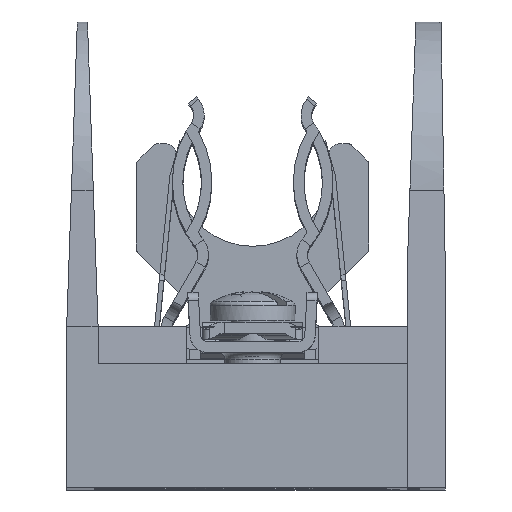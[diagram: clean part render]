
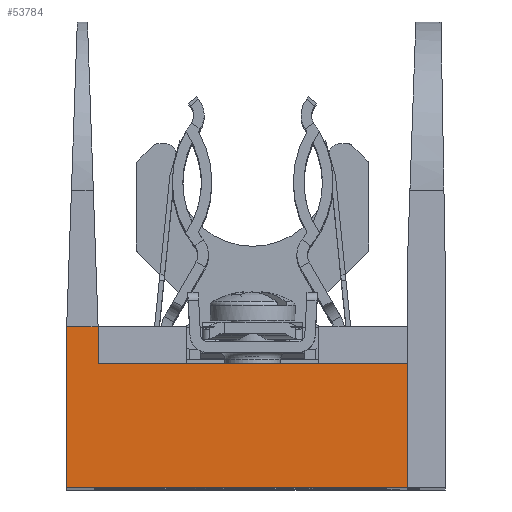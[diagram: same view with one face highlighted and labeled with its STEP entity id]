
A CAD part, top view. The second image highlights one B-rep face of the part: STEP entity #53784.
In plain terms, the highlighted planar face has unit normal (0, 0, 1).
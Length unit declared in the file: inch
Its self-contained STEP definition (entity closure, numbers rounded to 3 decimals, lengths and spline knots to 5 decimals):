
#1425 = ORIENTED_EDGE ( 'NONE', *, *, #28241, .F. ) ;
#2518 = PLANE ( 'NONE',  #7529 ) ;
#4404 = LINE ( 'NONE', #50664, #28010 ) ;
#4812 = CARTESIAN_POINT ( 'NONE',  ( 1.53826, 4.09326, 8.60219 ) ) ;
#5185 = CARTESIAN_POINT ( 'NONE',  ( 2.86626, 3.40326, 8.60219 ) ) ;
#7226 = EDGE_CURVE ( 'NONE', #48258, #44683, #53690, .T. ) ;
#7529 = AXIS2_PLACEMENT_3D ( 'NONE', #51633, #24834, #56082 ) ;
#7632 = VERTEX_POINT ( 'NONE', #44647 ) ;
#8457 = CARTESIAN_POINT ( 'NONE',  ( 1.53826, 3.93326, 8.60219 ) ) ;
#11635 = LINE ( 'NONE', #40222, #57673 ) ;
#13768 = CARTESIAN_POINT ( 'NONE',  ( 1.40326, 3.40326, 8.60219 ) ) ;
#13807 = EDGE_LOOP ( 'NONE', ( #17762, #14867, #20539, #29641, #29323, #1425 ) ) ;
#14442 = VECTOR ( 'NONE', #19149, 39.37008 ) ;
#14867 = ORIENTED_EDGE ( 'NONE', *, *, #45441, .T. ) ;
#15832 = EDGE_CURVE ( 'NONE', #48258, #40492, #21354, .T. ) ;
#17762 = ORIENTED_EDGE ( 'NONE', *, *, #38577, .F. ) ;
#18088 = VECTOR ( 'NONE', #41171, 39.37008 ) ;
#19149 = DIRECTION ( 'NONE',  ( 1., 0., 0. ) ) ;
#19942 = VECTOR ( 'NONE', #40460, 39.37008 ) ;
#20539 = ORIENTED_EDGE ( 'NONE', *, *, #15832, .F. ) ;
#21354 = LINE ( 'NONE', #4812, #19942 ) ;
#21995 = VECTOR ( 'NONE', #23747, 39.37008 ) ;
#22775 = CARTESIAN_POINT ( 'NONE',  ( 1.40326, 4.09326, 8.60219 ) ) ;
#23747 = DIRECTION ( 'NONE',  ( 0., 1., 0. ) ) ;
#23863 = DIRECTION ( 'NONE',  ( 0., -1., 0. ) ) ;
#24834 = DIRECTION ( 'NONE',  ( 0., 0., -1. ) ) ;
#24837 = LINE ( 'NONE', #32595, #14442 ) ;
#28010 = VECTOR ( 'NONE', #23863, 39.37008 ) ;
#28241 = EDGE_CURVE ( 'NONE', #7632, #29585, #4404, .T. ) ;
#29323 = ORIENTED_EDGE ( 'NONE', *, *, #45254, .T. ) ;
#29585 = VERTEX_POINT ( 'NONE', #5185 ) ;
#29641 = ORIENTED_EDGE ( 'NONE', *, *, #7226, .T. ) ;
#31357 = VERTEX_POINT ( 'NONE', #8457 ) ;
#32242 = CARTESIAN_POINT ( 'NONE',  ( 1.53826, 4.09326, 8.60219 ) ) ;
#32595 = CARTESIAN_POINT ( 'NONE',  ( 2.86626, 3.93326, 8.60219 ) ) ;
#34780 = FACE_OUTER_BOUND ( 'NONE', #13807, .T. ) ;
#37168 = CARTESIAN_POINT ( 'NONE',  ( 1.40326, 4.09326, 8.60219 ) ) ;
#38577 = EDGE_CURVE ( 'NONE', #31357, #7632, #24837, .T. ) ;
#40222 = CARTESIAN_POINT ( 'NONE',  ( 1.53826, 3.40326, 8.60219 ) ) ;
#40460 = DIRECTION ( 'NONE',  ( 1., 0., 0. ) ) ;
#40492 = VERTEX_POINT ( 'NONE', #32242 ) ;
#41171 = DIRECTION ( 'NONE',  ( 0., -1., 0. ) ) ;
#44647 = CARTESIAN_POINT ( 'NONE',  ( 2.86626, 3.93326, 8.60219 ) ) ;
#44683 = VERTEX_POINT ( 'NONE', #13768 ) ;
#44728 = DIRECTION ( 'NONE',  ( 1., 0., 0. ) ) ;
#45254 = EDGE_CURVE ( 'NONE', #44683, #29585, #11635, .T. ) ;
#45441 = EDGE_CURVE ( 'NONE', #31357, #40492, #45806, .T. ) ;
#45806 = LINE ( 'NONE', #46083, #21995 ) ;
#46083 = CARTESIAN_POINT ( 'NONE',  ( 1.53826, 3.93326, 8.60219 ) ) ;
#48258 = VERTEX_POINT ( 'NONE', #37168 ) ;
#50664 = CARTESIAN_POINT ( 'NONE',  ( 2.86626, 4.09326, 8.60219 ) ) ;
#51633 = CARTESIAN_POINT ( 'NONE',  ( 1.53826, 4.09326, 8.60219 ) ) ;
#53690 = LINE ( 'NONE', #22775, #18088 ) ;
#53784 = ADVANCED_FACE ( 'NONE', ( #34780 ), #2518, .F. ) ;
#56082 = DIRECTION ( 'NONE',  ( -1., 0., 0. ) ) ;
#57673 = VECTOR ( 'NONE', #44728, 39.37008 ) ;
